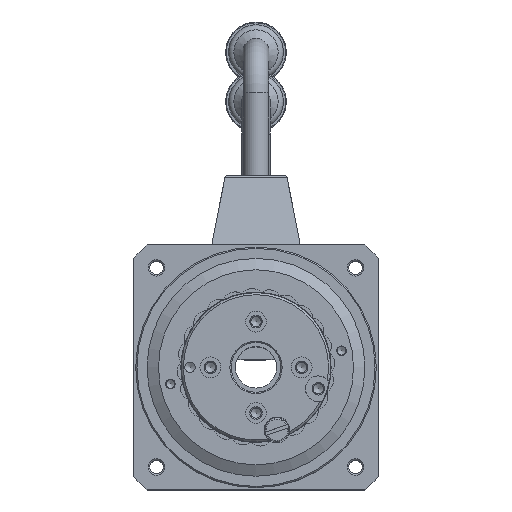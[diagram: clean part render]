
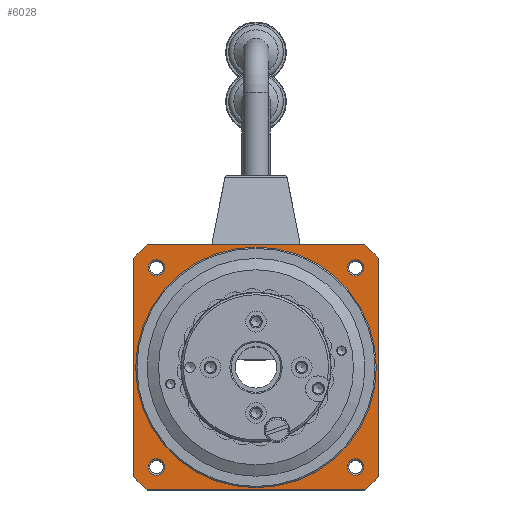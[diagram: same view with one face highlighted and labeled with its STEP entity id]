
A CAD part, top view. The second image highlights one B-rep face of the part: STEP entity #6028.
In plain terms, the highlighted planar face has unit normal (0, 0, 1).
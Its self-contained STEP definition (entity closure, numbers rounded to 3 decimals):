
#395=CIRCLE('',#7545,39.5);
#399=CIRCLE('',#7551,39.5);
#403=CIRCLE('',#7557,39.5);
#405=CIRCLE('',#7561,39.5);
#406=CIRCLE('',#7563,2.);
#407=CIRCLE('',#7564,2.);
#408=CIRCLE('',#7565,2.);
#409=CIRCLE('',#7566,2.);
#410=CIRCLE('',#7567,29.);
#954=ORIENTED_EDGE('',*,*,#2454,.T.);
#955=ORIENTED_EDGE('',*,*,#2455,.T.);
#956=ORIENTED_EDGE('',*,*,#2456,.T.);
#957=ORIENTED_EDGE('',*,*,#2457,.T.);
#958=ORIENTED_EDGE('',*,*,#2458,.F.);
#959=ORIENTED_EDGE('',*,*,#2428,.T.);
#960=ORIENTED_EDGE('',*,*,#2432,.T.);
#961=ORIENTED_EDGE('',*,*,#2437,.T.);
#962=ORIENTED_EDGE('',*,*,#2440,.T.);
#963=ORIENTED_EDGE('',*,*,#2445,.T.);
#964=ORIENTED_EDGE('',*,*,#2448,.T.);
#965=ORIENTED_EDGE('',*,*,#2451,.T.);
#966=ORIENTED_EDGE('',*,*,#2453,.T.);
#2428=EDGE_CURVE('',#3183,#3182,#3781,.T.);
#2432=EDGE_CURVE('',#3182,#3185,#395,.T.);
#2437=EDGE_CURVE('',#3185,#3189,#3786,.T.);
#2440=EDGE_CURVE('',#3189,#3191,#399,.T.);
#2445=EDGE_CURVE('',#3191,#3195,#3790,.T.);
#2448=EDGE_CURVE('',#3195,#3197,#403,.T.);
#2451=EDGE_CURVE('',#3197,#3199,#3794,.T.);
#2453=EDGE_CURVE('',#3199,#3183,#405,.T.);
#2454=EDGE_CURVE('',#3200,#3200,#406,.T.);
#2455=EDGE_CURVE('',#3201,#3201,#407,.T.);
#2456=EDGE_CURVE('',#3202,#3202,#408,.T.);
#2457=EDGE_CURVE('',#3203,#3203,#409,.T.);
#2458=EDGE_CURVE('',#3204,#3204,#410,.T.);
#3182=VERTEX_POINT('',#10736);
#3183=VERTEX_POINT('',#10738);
#3185=VERTEX_POINT('',#10744);
#3189=VERTEX_POINT('',#10754);
#3191=VERTEX_POINT('',#10760);
#3195=VERTEX_POINT('',#10770);
#3197=VERTEX_POINT('',#10776);
#3199=VERTEX_POINT('',#10782);
#3200=VERTEX_POINT('',#10789);
#3201=VERTEX_POINT('',#10791);
#3202=VERTEX_POINT('',#10793);
#3203=VERTEX_POINT('',#10795);
#3204=VERTEX_POINT('',#10797);
#3781=LINE('',#10737,#4061);
#3786=LINE('',#10755,#4066);
#3790=LINE('',#10771,#4070);
#3794=LINE('',#10783,#4074);
#4061=VECTOR('',#8578,1000.);
#4066=VECTOR('',#8595,1000.);
#4070=VECTOR('',#8611,1000.);
#4074=VECTOR('',#8623,1000.);
#4337=EDGE_LOOP('',(#954));
#4338=EDGE_LOOP('',(#955));
#4339=EDGE_LOOP('',(#956));
#4340=EDGE_LOOP('',(#957));
#4341=EDGE_LOOP('',(#958));
#4342=EDGE_LOOP('',(#959,#960,#961,#962,#963,#964,#965,#966));
#5100=FACE_BOUND('',#4337,.T.);
#5101=FACE_BOUND('',#4338,.T.);
#5102=FACE_BOUND('',#4339,.T.);
#5103=FACE_BOUND('',#4340,.T.);
#5104=FACE_BOUND('',#4341,.T.);
#5105=FACE_BOUND('',#4342,.T.);
#5848=PLANE('',#7562);
#6028=ADVANCED_FACE('',(#5100,#5101,#5102,#5103,#5104,#5105),#5848,.T.);
#7545=AXIS2_PLACEMENT_3D('',#10745,#8585,#8586);
#7551=AXIS2_PLACEMENT_3D('',#10761,#8601,#8602);
#7557=AXIS2_PLACEMENT_3D('',#10777,#8617,#8618);
#7561=AXIS2_PLACEMENT_3D('',#10786,#8628,#8629);
#7562=AXIS2_PLACEMENT_3D('',#10787,#8630,#8631);
#7563=AXIS2_PLACEMENT_3D('',#10788,#8632,#8633);
#7564=AXIS2_PLACEMENT_3D('',#10790,#8634,#8635);
#7565=AXIS2_PLACEMENT_3D('',#10792,#8636,#8637);
#7566=AXIS2_PLACEMENT_3D('',#10794,#8638,#8639);
#7567=AXIS2_PLACEMENT_3D('',#10796,#8640,#8641);
#8578=DIRECTION('',(0.,-1.,0.));
#8585=DIRECTION('',(0.,0.,1.));
#8586=DIRECTION('',(1.,0.,0.));
#8595=DIRECTION('',(1.,0.,0.));
#8601=DIRECTION('',(0.,0.,1.));
#8602=DIRECTION('',(1.,0.,0.));
#8611=DIRECTION('',(0.,1.,0.));
#8617=DIRECTION('',(0.,0.,1.));
#8618=DIRECTION('',(1.,0.,0.));
#8623=DIRECTION('',(-1.,0.,0.));
#8628=DIRECTION('',(0.,0.,1.));
#8629=DIRECTION('',(1.,0.,0.));
#8630=DIRECTION('',(0.,0.,1.));
#8631=DIRECTION('',(1.,0.,0.));
#8632=DIRECTION('',(0.,0.,-1.));
#8633=DIRECTION('',(-1.,0.,0.));
#8634=DIRECTION('',(0.,0.,-1.));
#8635=DIRECTION('',(-1.,0.,0.));
#8636=DIRECTION('',(0.,0.,-1.));
#8637=DIRECTION('',(-1.,0.,0.));
#8638=DIRECTION('',(0.,0.,-1.));
#8639=DIRECTION('',(-1.,0.,0.));
#8640=DIRECTION('',(0.,0.,1.));
#8641=DIRECTION('',(1.,0.,0.));
#10736=CARTESIAN_POINT('',(-29.5,-26.268,39.));
#10737=CARTESIAN_POINT('',(-29.5,26.268,39.));
#10738=CARTESIAN_POINT('',(-29.5,26.268,39.));
#10744=CARTESIAN_POINT('',(-26.268,-29.5,39.));
#10745=CARTESIAN_POINT('',(0.,0.,
39.));
#10754=CARTESIAN_POINT('',(26.268,-29.5,39.));
#10755=CARTESIAN_POINT('',(-26.268,-29.5,39.));
#10760=CARTESIAN_POINT('',(29.5,-26.268,39.));
#10761=CARTESIAN_POINT('',(0.,0.,39.));
#10770=CARTESIAN_POINT('',(29.5,26.268,39.));
#10771=CARTESIAN_POINT('',(29.5,-26.268,39.));
#10776=CARTESIAN_POINT('',(26.268,29.5,39.));
#10777=CARTESIAN_POINT('',(0.,0.,39.));
#10782=CARTESIAN_POINT('',(-26.268,29.5,39.));
#10783=CARTESIAN_POINT('',(26.268,29.5,39.));
#10786=CARTESIAN_POINT('',(0.,0.,39.));
#10787=CARTESIAN_POINT('',(0.,0.,
39.));
#10788=CARTESIAN_POINT('',(-24.,24.,39.));
#10789=CARTESIAN_POINT('',(-26.,24.,39.));
#10790=CARTESIAN_POINT('',(24.,-24.,39.));
#10791=CARTESIAN_POINT('',(22.,-24.,39.));
#10792=CARTESIAN_POINT('',(-24.,-24.,39.));
#10793=CARTESIAN_POINT('',(-26.,-24.,39.));
#10794=CARTESIAN_POINT('',(24.,24.,39.));
#10795=CARTESIAN_POINT('',(22.,24.,39.));
#10796=CARTESIAN_POINT('',(0.,0.,39.));
#10797=CARTESIAN_POINT('',(29.,0.,39.));
